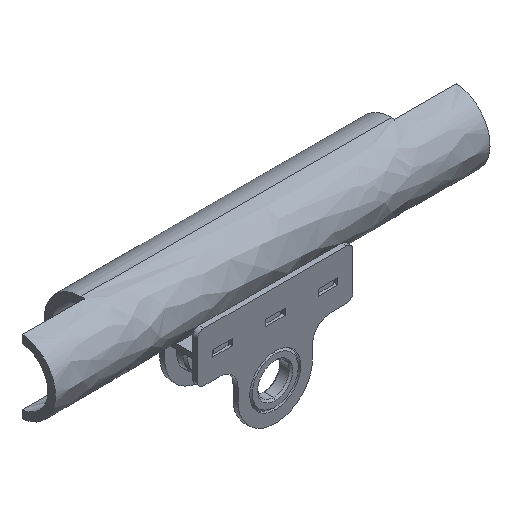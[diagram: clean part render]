
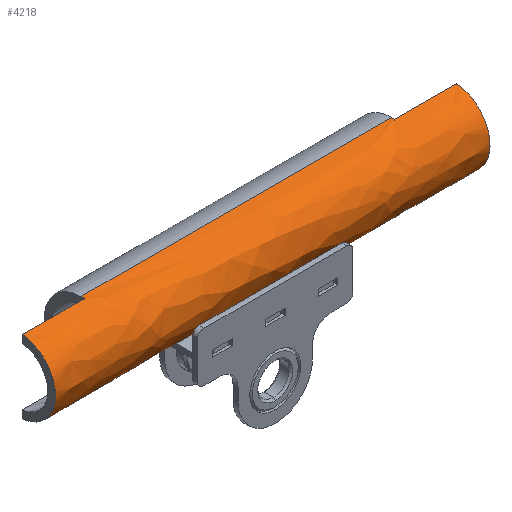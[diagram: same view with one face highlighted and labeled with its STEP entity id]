
A CAD part, isometric view. The second image highlights one B-rep face of the part: STEP entity #4218.
In plain terms, the highlighted free-form (B-spline) face has degree [2, 1] with [5, 2] control points.
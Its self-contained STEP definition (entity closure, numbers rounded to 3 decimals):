
#4144 = VERTEX_POINT('',#4145);
#4145 = CARTESIAN_POINT('',(231.919,0.,
    85.675));
#4146 = VERTEX_POINT('',#4147);
#4147 = CARTESIAN_POINT('',(231.919,0.,
    195.14));
#4155 = EDGE_CURVE('',#4144,#4156,#4158,.T.);
#4156 = VERTEX_POINT('',#4157);
#4157 = CARTESIAN_POINT('',(-231.919,0.,
    85.675));
#4158 = B_SPLINE_CURVE_WITH_KNOTS('',1,(#4159,#4160),.UNSPECIFIED.,.F.,
  .F.,(2,2),(100.,600.),.PIECEWISE_BEZIER_KNOTS.);
#4159 = CARTESIAN_POINT('',(231.919,0.,
    85.675));
#4160 = CARTESIAN_POINT('',(-231.919,0.,
    85.675));
#4163 = VERTEX_POINT('',#4164);
#4164 = CARTESIAN_POINT('',(-231.919,0.,
    195.14));
#4172 = EDGE_CURVE('',#4146,#4163,#4173,.T.);
#4173 = B_SPLINE_CURVE_WITH_KNOTS('',1,(#4174,#4175),.UNSPECIFIED.,.F.,
  .F.,(2,2),(100.,600.),.PIECEWISE_BEZIER_KNOTS.);
#4174 = CARTESIAN_POINT('',(231.919,0.,
    195.14));
#4175 = CARTESIAN_POINT('',(-231.919,0.,
    195.14));
#4192 = VERTEX_POINT('',#4193);
#4193 = CARTESIAN_POINT('',(-324.686,-4.638,
    85.871));
#4198 = EDGE_CURVE('',#4199,#4192,#4201,.T.);
#4199 = VERTEX_POINT('',#4200);
#4200 = CARTESIAN_POINT('',(-324.686,-4.638,
    194.943));
#4201 = ( BOUNDED_CURVE() B_SPLINE_CURVE(2,(#4202,#4203,#4204,#4205,
#4206),.UNSPECIFIED.,.F.,.F.) B_SPLINE_CURVE_WITH_KNOTS((3,2,3),(
    3.226,4.712,6.198),
.PIECEWISE_BEZIER_KNOTS.) CURVE() GEOMETRIC_REPRESENTATION_ITEM() 
RATIONAL_B_SPLINE_CURVE((1.,0.736,1.,0.736,1.)) 
REPRESENTATION_ITEM('') );
#4202 = CARTESIAN_POINT('',(-324.686,-4.638,
    194.943));
#4203 = CARTESIAN_POINT('',(-324.686,-54.733,
    190.683));
#4204 = CARTESIAN_POINT('',(-324.686,-54.733,
    140.407));
#4205 = CARTESIAN_POINT('',(-324.686,-54.733,
    90.132));
#4206 = CARTESIAN_POINT('',(-324.686,-4.638,
    85.871));
#4218 = ADVANCED_FACE('',(#4219),#4288,.T.);
#4219 = FACE_BOUND('',#4220,.T.);
#4220 = EDGE_LOOP('',(#4221,#4222,#4230,#4237,#4247,#4254,#4260,#4261,
    #4269,#4274,#4275,#4282));
#4221 = ORIENTED_EDGE('',*,*,#4155,.F.);
#4222 = ORIENTED_EDGE('',*,*,#4223,.F.);
#4223 = EDGE_CURVE('',#4224,#4144,#4226,.T.);
#4224 = VERTEX_POINT('',#4225);
#4225 = CARTESIAN_POINT('',(231.919,-4.638,
    85.871));
#4226 = ( BOUNDED_CURVE() B_SPLINE_CURVE(2,(#4227,#4228,#4229),
.UNSPECIFIED.,.F.,.F.) B_SPLINE_CURVE_WITH_KNOTS((3,3),(6.198,
6.283),.PIECEWISE_BEZIER_KNOTS.) CURVE() 
GEOMETRIC_REPRESENTATION_ITEM() RATIONAL_B_SPLINE_CURVE((1.,
0.999,1.)) REPRESENTATION_ITEM('') );
#4227 = CARTESIAN_POINT('',(231.919,-4.638,
    85.871));
#4228 = CARTESIAN_POINT('',(231.919,-2.323,
    85.675));
#4229 = CARTESIAN_POINT('',(231.919,0.,
    85.675));
#4230 = ORIENTED_EDGE('',*,*,#4231,.T.);
#4231 = EDGE_CURVE('',#4224,#4232,#4234,.T.);
#4232 = VERTEX_POINT('',#4233);
#4233 = CARTESIAN_POINT('',(324.686,-4.638,
    85.871));
#4234 = B_SPLINE_CURVE_WITH_KNOTS('',1,(#4235,#4236),.UNSPECIFIED.,.F.,
  .F.,(2,2),(-100.,0.),.PIECEWISE_BEZIER_KNOTS.);
#4235 = CARTESIAN_POINT('',(231.919,-4.638,
    85.871));
#4236 = CARTESIAN_POINT('',(324.686,-4.638,
    85.871));
#4237 = ORIENTED_EDGE('',*,*,#4238,.F.);
#4238 = EDGE_CURVE('',#4239,#4232,#4241,.T.);
#4239 = VERTEX_POINT('',#4240);
#4240 = CARTESIAN_POINT('',(324.686,-4.638,
    194.943));
#4241 = ( BOUNDED_CURVE() B_SPLINE_CURVE(2,(#4242,#4243,#4244,#4245,
#4246),.UNSPECIFIED.,.F.,.F.) B_SPLINE_CURVE_WITH_KNOTS((3,2,3),(
    3.226,4.712,6.198),
.PIECEWISE_BEZIER_KNOTS.) CURVE() GEOMETRIC_REPRESENTATION_ITEM() 
RATIONAL_B_SPLINE_CURVE((1.,0.736,1.,0.736,1.)) 
REPRESENTATION_ITEM('') );
#4242 = CARTESIAN_POINT('',(324.686,-4.638,
    194.943));
#4243 = CARTESIAN_POINT('',(324.686,-54.733,
    190.683));
#4244 = CARTESIAN_POINT('',(324.686,-54.733,
    140.407));
#4245 = CARTESIAN_POINT('',(324.686,-54.733,
    90.132));
#4246 = CARTESIAN_POINT('',(324.686,-4.638,
    85.871));
#4247 = ORIENTED_EDGE('',*,*,#4248,.T.);
#4248 = EDGE_CURVE('',#4239,#4249,#4251,.T.);
#4249 = VERTEX_POINT('',#4250);
#4250 = CARTESIAN_POINT('',(231.919,-4.638,
    194.943));
#4251 = B_SPLINE_CURVE_WITH_KNOTS('',1,(#4252,#4253),.UNSPECIFIED.,.F.,
  .F.,(2,2),(-0.,100.),.PIECEWISE_BEZIER_KNOTS.);
#4252 = CARTESIAN_POINT('',(324.686,-4.638,
    194.943));
#4253 = CARTESIAN_POINT('',(231.919,-4.638,
    194.943));
#4254 = ORIENTED_EDGE('',*,*,#4255,.F.);
#4255 = EDGE_CURVE('',#4146,#4249,#4256,.T.);
#4256 = ( BOUNDED_CURVE() B_SPLINE_CURVE(2,(#4257,#4258,#4259),
.UNSPECIFIED.,.F.,.F.) B_SPLINE_CURVE_WITH_KNOTS((3,3),(3.142,
3.226),.PIECEWISE_BEZIER_KNOTS.) CURVE() 
GEOMETRIC_REPRESENTATION_ITEM() RATIONAL_B_SPLINE_CURVE((1.,
0.999,1.)) REPRESENTATION_ITEM('') );
#4257 = CARTESIAN_POINT('',(231.919,0.,
    195.14));
#4258 = CARTESIAN_POINT('',(231.919,-2.323,
    195.14));
#4259 = CARTESIAN_POINT('',(231.919,-4.638,
    194.943));
#4260 = ORIENTED_EDGE('',*,*,#4172,.T.);
#4261 = ORIENTED_EDGE('',*,*,#4262,.F.);
#4262 = EDGE_CURVE('',#4263,#4163,#4265,.T.);
#4263 = VERTEX_POINT('',#4264);
#4264 = CARTESIAN_POINT('',(-231.919,-4.638,
    194.943));
#4265 = ( BOUNDED_CURVE() B_SPLINE_CURVE(2,(#4266,#4267,#4268),
.UNSPECIFIED.,.F.,.F.) B_SPLINE_CURVE_WITH_KNOTS((3,3),(6.198,
6.283),.PIECEWISE_BEZIER_KNOTS.) CURVE() 
GEOMETRIC_REPRESENTATION_ITEM() RATIONAL_B_SPLINE_CURVE((1.,
0.999,1.)) REPRESENTATION_ITEM('') );
#4266 = CARTESIAN_POINT('',(-231.919,-4.638,
    194.943));
#4267 = CARTESIAN_POINT('',(-231.919,-2.323,
    195.14));
#4268 = CARTESIAN_POINT('',(-231.919,0.,
    195.14));
#4269 = ORIENTED_EDGE('',*,*,#4270,.F.);
#4270 = EDGE_CURVE('',#4199,#4263,#4271,.T.);
#4271 = B_SPLINE_CURVE_WITH_KNOTS('',1,(#4272,#4273),.UNSPECIFIED.,.F.,
  .F.,(2,2),(-700.,-600.),.PIECEWISE_BEZIER_KNOTS.);
#4272 = CARTESIAN_POINT('',(-324.686,-4.638,
    194.943));
#4273 = CARTESIAN_POINT('',(-231.919,-4.638,
    194.943));
#4274 = ORIENTED_EDGE('',*,*,#4198,.T.);
#4275 = ORIENTED_EDGE('',*,*,#4276,.F.);
#4276 = EDGE_CURVE('',#4277,#4192,#4279,.T.);
#4277 = VERTEX_POINT('',#4278);
#4278 = CARTESIAN_POINT('',(-231.919,-4.638,
    85.871));
#4279 = B_SPLINE_CURVE_WITH_KNOTS('',1,(#4280,#4281),.UNSPECIFIED.,.F.,
  .F.,(2,2),(600.,700.),.PIECEWISE_BEZIER_KNOTS.);
#4280 = CARTESIAN_POINT('',(-231.919,-4.638,
    85.871));
#4281 = CARTESIAN_POINT('',(-324.686,-4.638,
    85.871));
#4282 = ORIENTED_EDGE('',*,*,#4283,.F.);
#4283 = EDGE_CURVE('',#4156,#4277,#4284,.T.);
#4284 = ( BOUNDED_CURVE() B_SPLINE_CURVE(2,(#4285,#4286,#4287),
.UNSPECIFIED.,.F.,.F.) B_SPLINE_CURVE_WITH_KNOTS((3,3),(3.142,
3.226),.PIECEWISE_BEZIER_KNOTS.) CURVE() 
GEOMETRIC_REPRESENTATION_ITEM() RATIONAL_B_SPLINE_CURVE((1.,
0.999,1.)) REPRESENTATION_ITEM('') );
#4285 = CARTESIAN_POINT('',(-231.919,0.,
    85.675));
#4286 = CARTESIAN_POINT('',(-231.919,-2.323,
    85.675));
#4287 = CARTESIAN_POINT('',(-231.919,-4.638,
    85.871));
#4288 = ( BOUNDED_SURFACE() B_SPLINE_SURFACE(2,1,(
    (#4289,#4290)
    ,(#4291,#4292)
    ,(#4293,#4294)
    ,(#4295,#4296)
    ,(#4297,#4298
)),.UNSPECIFIED.,.F.,.F.,.F.) B_SPLINE_SURFACE_WITH_KNOTS((3,2,3),(2,2),
  (3.142,4.712,6.283),(0.,700.),
.PIECEWISE_BEZIER_KNOTS.) GEOMETRIC_REPRESENTATION_ITEM() 
RATIONAL_B_SPLINE_SURFACE((
    (1.,1.)
    ,(0.707,0.707)
    ,(1.,1.)
    ,(0.707,0.707)
,(1.,1.))) REPRESENTATION_ITEM('') SURFACE() );
#4289 = CARTESIAN_POINT('',(324.686,0.,
    85.675));
#4290 = CARTESIAN_POINT('',(-324.686,0.,
    85.675));
#4291 = CARTESIAN_POINT('',(324.686,-54.733,
    85.675));
#4292 = CARTESIAN_POINT('',(-324.686,-54.733,
    85.675));
#4293 = CARTESIAN_POINT('',(324.686,-54.733,
    140.407));
#4294 = CARTESIAN_POINT('',(-324.686,-54.733,
    140.407));
#4295 = CARTESIAN_POINT('',(324.686,-54.733,
    195.14));
#4296 = CARTESIAN_POINT('',(-324.686,-54.733,
    195.14));
#4297 = CARTESIAN_POINT('',(324.686,0.,
    195.14));
#4298 = CARTESIAN_POINT('',(-324.686,0.,
    195.14));
